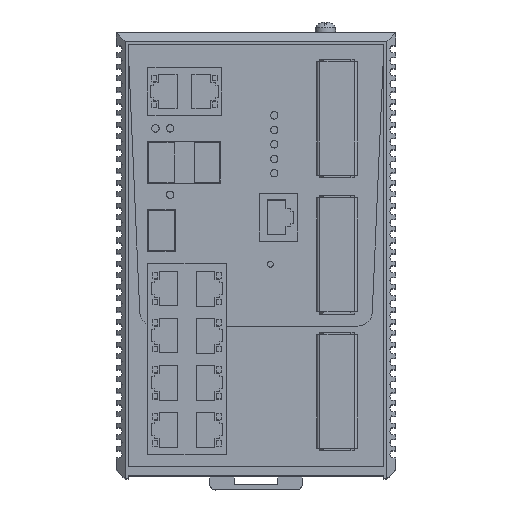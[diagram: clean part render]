
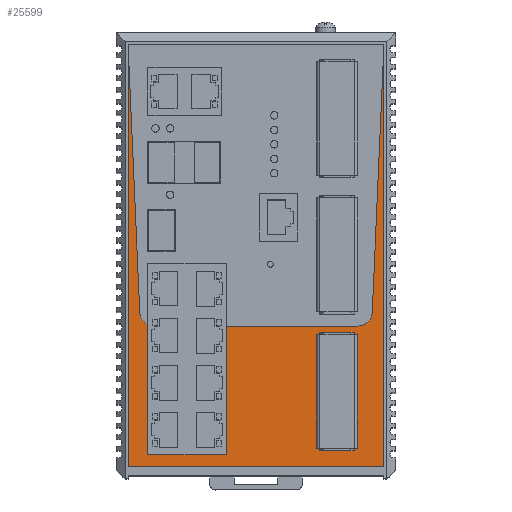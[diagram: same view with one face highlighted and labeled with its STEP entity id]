
A CAD part, top view. The second image highlights one B-rep face of the part: STEP entity #25599.
In plain terms, the highlighted planar face has unit normal (0, 0, 1).
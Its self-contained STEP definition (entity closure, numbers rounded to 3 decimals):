
#25553=AXIS2_PLACEMENT_3D('Plane Axis2P3D',#25550,#25551,#25552) ;
#25564=AXIS2_PLACEMENT_3D('Circle Axis2P3D',#25562,#25563,$) ;
#25576=AXIS2_PLACEMENT_3D('Circle Axis2P3D',#25574,#25575,$) ;
#80=CARTESIAN_POINT('Line Origine',(24.375,11.945,158.65)) ;
#84=CARTESIAN_POINT('Vertex',(10.75,11.945,158.65)) ;
#86=CARTESIAN_POINT('Vertex',(38.,11.945,158.65)) ;
#150=CARTESIAN_POINT('Line Origine',(48.2,7.7,158.65)) ;
#154=CARTESIAN_POINT('Vertex',(92.4,7.7,158.65)) ;
#156=CARTESIAN_POINT('Vertex',(4.,7.7,158.65)) ;
#191=CARTESIAN_POINT('Line Origine',(92.4,80.7,158.65)) ;
#195=CARTESIAN_POINT('Vertex',(92.4,153.7,158.65)) ;
#229=CARTESIAN_POINT('Vertex',(4.,153.7,158.65)) ;
#237=CARTESIAN_POINT('Line Origine',(4.,80.7,158.65)) ;
#25369=CARTESIAN_POINT('Vertex',(38.,56.367,158.65)) ;
#25386=CARTESIAN_POINT('Line Origine',(38.,34.156,158.65)) ;
#25414=CARTESIAN_POINT('Vertex',(10.75,56.92,158.65)) ;
#25417=CARTESIAN_POINT('Line Origine',(10.75,34.432,158.65)) ;
#25550=CARTESIAN_POINT('Axis2P3D Location',(47.32,80.9,158.65)) ;
#25555=CARTESIAN_POINT('Line Origine',(90.38,107.424,158.65)) ;
#25559=CARTESIAN_POINT('Vertex',(88.359,61.149,158.65)) ;
#25562=CARTESIAN_POINT('Axis2P3D Location',(83.364,61.367,158.65)) ;
#25566=CARTESIAN_POINT('Vertex',(83.364,56.367,158.65)) ;
#25569=CARTESIAN_POINT('Line Origine',(60.682,56.367,158.65)) ;
#25574=CARTESIAN_POINT('Axis2P3D Location',(13.036,61.367,158.65)) ;
#25578=CARTESIAN_POINT('Vertex',(8.041,61.149,158.65)) ;
#25581=CARTESIAN_POINT('Line Origine',(6.02,107.424,158.65)) ;
#81=DIRECTION('Vector Direction',(1.,0.,0.)) ;
#151=DIRECTION('Vector Direction',(-1.,0.,0.)) ;
#192=DIRECTION('Vector Direction',(0.,-1.,0.)) ;
#238=DIRECTION('Vector Direction',(0.,-1.,0.)) ;
#25387=DIRECTION('Vector Direction',(0.,1.,0.)) ;
#25418=DIRECTION('Vector Direction',(0.,-1.,0.)) ;
#25551=DIRECTION('Axis2P3D Direction',(0.,0.,1.)) ;
#25552=DIRECTION('Axis2P3D XDirection',(1.,0.,0.)) ;
#25556=DIRECTION('Vector Direction',(-0.044,-0.999,0.)) ;
#25563=DIRECTION('Axis2P3D Direction',(0.,0.,1.)) ;
#25570=DIRECTION('Vector Direction',(-1.,0.,0.)) ;
#25575=DIRECTION('Axis2P3D Direction',(0.,0.,1.)) ;
#25582=DIRECTION('Vector Direction',(-0.044,0.999,0.)) ;
#82=VECTOR('Line Direction',#81,1.) ;
#152=VECTOR('Line Direction',#151,1.) ;
#193=VECTOR('Line Direction',#192,1.) ;
#239=VECTOR('Line Direction',#238,1.) ;
#25388=VECTOR('Line Direction',#25387,1.) ;
#25419=VECTOR('Line Direction',#25418,1.) ;
#25557=VECTOR('Line Direction',#25556,1.) ;
#25571=VECTOR('Line Direction',#25570,1.) ;
#25583=VECTOR('Line Direction',#25582,1.) ;
#25587=ORIENTED_EDGE('',*,*,#241,.T.) ;
#25588=ORIENTED_EDGE('',*,*,#158,.F.) ;
#25589=ORIENTED_EDGE('',*,*,#197,.F.) ;
#25590=ORIENTED_EDGE('',*,*,#25561,.F.) ;
#25591=ORIENTED_EDGE('',*,*,#25568,.F.) ;
#25592=ORIENTED_EDGE('',*,*,#25573,.F.) ;
#25593=ORIENTED_EDGE('',*,*,#25390,.F.) ;
#25594=ORIENTED_EDGE('',*,*,#88,.F.) ;
#25595=ORIENTED_EDGE('',*,*,#25421,.F.) ;
#25596=ORIENTED_EDGE('',*,*,#25580,.F.) ;
#25597=ORIENTED_EDGE('',*,*,#25585,.F.) ;
#25599=ADVANCED_FACE('SWITCH',(#25598),#25554,.T.) ;
#25565=CIRCLE('generated circle',#25564,5.) ;
#25577=CIRCLE('generated circle',#25576,5.) ;
#88=EDGE_CURVE('',#85,#87,#83,.T.) ;
#158=EDGE_CURVE('',#155,#157,#153,.T.) ;
#197=EDGE_CURVE('',#196,#155,#194,.T.) ;
#241=EDGE_CURVE('',#230,#157,#240,.T.) ;
#25390=EDGE_CURVE('',#87,#25370,#25389,.T.) ;
#25421=EDGE_CURVE('',#25415,#85,#25420,.T.) ;
#25561=EDGE_CURVE('',#25560,#196,#25558,.F.) ;
#25568=EDGE_CURVE('',#25567,#25560,#25565,.T.) ;
#25573=EDGE_CURVE('',#25370,#25567,#25572,.F.) ;
#25580=EDGE_CURVE('',#25579,#25415,#25577,.T.) ;
#25585=EDGE_CURVE('',#230,#25579,#25584,.F.) ;
#25586=EDGE_LOOP('',(#25587,#25588,#25589,#25590,#25591,#25592,#25593,#25594,#25595,#25596,#25597)) ;
#25598=FACE_OUTER_BOUND('',#25586,.T.) ;
#83=LINE('Line',#80,#82) ;
#153=LINE('Line',#150,#152) ;
#194=LINE('Line',#191,#193) ;
#240=LINE('Line',#237,#239) ;
#25389=LINE('Line',#25386,#25388) ;
#25420=LINE('Line',#25417,#25419) ;
#25558=LINE('Line',#25555,#25557) ;
#25572=LINE('Line',#25569,#25571) ;
#25584=LINE('Line',#25581,#25583) ;
#25554=PLANE('',#25553) ;
#85=VERTEX_POINT('',#84) ;
#87=VERTEX_POINT('',#86) ;
#155=VERTEX_POINT('',#154) ;
#157=VERTEX_POINT('',#156) ;
#196=VERTEX_POINT('',#195) ;
#230=VERTEX_POINT('',#229) ;
#25370=VERTEX_POINT('',#25369) ;
#25415=VERTEX_POINT('',#25414) ;
#25560=VERTEX_POINT('',#25559) ;
#25567=VERTEX_POINT('',#25566) ;
#25579=VERTEX_POINT('',#25578) ;
